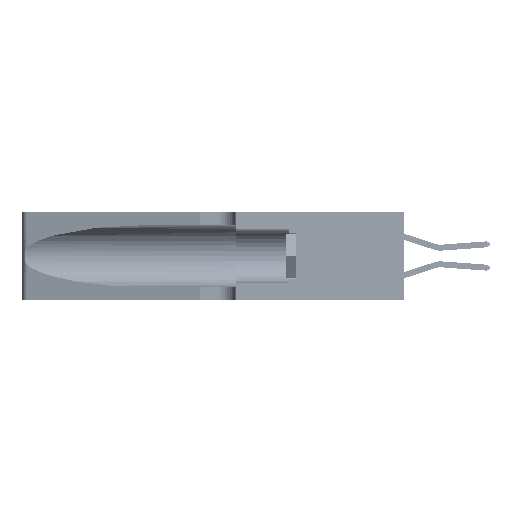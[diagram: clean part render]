
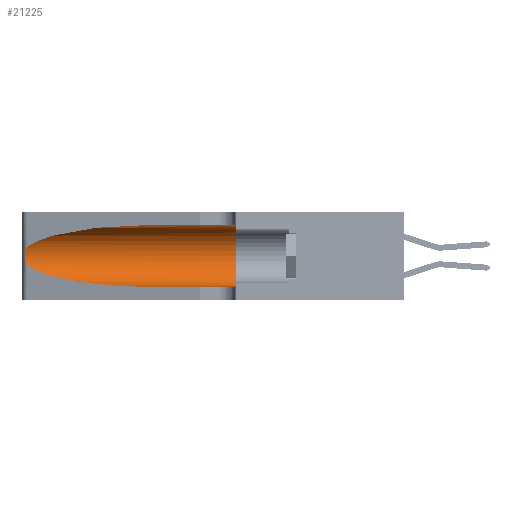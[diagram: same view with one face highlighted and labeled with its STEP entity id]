
A CAD part, left-side view. The second image highlights one B-rep face of the part: STEP entity #21225.
In plain terms, the highlighted cylindrical face has radius 3.308 mm (diameter 6.617 mm), a partial arc.
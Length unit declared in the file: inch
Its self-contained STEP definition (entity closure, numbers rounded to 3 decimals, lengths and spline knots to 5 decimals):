
#5 = CARTESIAN_POINT ( 'NONE',  ( 0.25789, 1.23486, 0.15765 ) ) ;
#543 = CARTESIAN_POINT ( 'NONE',  ( 0.26075, 1.23896, 0.178 ) ) ;
#926 = VERTEX_POINT ( 'NONE', #45170 ) ;
#1787 = EDGE_CURVE ( 'NONE', #32430, #24061, #41279, .T. ) ;
#2114 = CARTESIAN_POINT ( 'NONE',  ( 0.1305, 0.35, 0.05475 ) ) ;
#3174 = ORIENTED_EDGE ( 'NONE', *, *, #1787, .F. ) ;
#3421 = ORIENTED_EDGE ( 'NONE', *, *, #48294, .T. ) ;
#4133 = CARTESIAN_POINT ( 'NONE',  ( 0.25787, 1.23484, 0.2124 ) ) ;
#5497 = CARTESIAN_POINT ( 'NONE',  ( 0.1305, 0.35, 0.31525 ) ) ;
#6164 = CARTESIAN_POINT ( 'NONE',  ( 0.1305, 0.72297, 0.05475 ) ) ;
#6608 = AXIS2_PLACEMENT_3D ( 'NONE', #48398, #27737, #24342 ) ;
#8238 = CARTESIAN_POINT ( 'NONE',  ( 0.25487, 1.22718, 0.14631 ) ) ;
#8604 = CARTESIAN_POINT ( 'NONE',  ( 0.25856, 1.23593, 0.16098 ) ) ;
#9290 = DIRECTION ( 'NONE',  ( 0., 0., 1. ) ) ;
#9811 = CARTESIAN_POINT ( 'NONE',  ( 0.18966, 0.96281, 0.05475 ) ) ;
#10518 = ORIENTED_EDGE ( 'NONE', *, *, #10696, .F. ) ;
#10609 =( BOUNDED_CURVE ( )  B_SPLINE_CURVE ( 3, ( #34251, #13372, #9811, #42314 ),
 .UNSPECIFIED., .F., .T. ) 
 B_SPLINE_CURVE_WITH_KNOTS ( ( 4, 4 ),
 ( 3.44316, 4.71239 ),
 .UNSPECIFIED. ) 
 CURVE ( )  GEOMETRIC_REPRESENTATION_ITEM ( )  RATIONAL_B_SPLINE_CURVE ( ( 1., 0.87, 0.87, 1. ) ) 
 REPRESENTATION_ITEM ( '' )  );
#10696 = EDGE_CURVE ( 'NONE', #19991, #32430, #51726, .T. ) ;
#13372 = CARTESIAN_POINT ( 'NONE',  ( 0.2373, 1.15595, 0.08982 ) ) ;
#15969 = VECTOR ( 'NONE', #33296, 39.37008 ) ;
#16295 = CARTESIAN_POINT ( 'NONE',  ( 0.26018, 1.23835, 0.19895 ) ) ;
#16443 = CYLINDRICAL_SURFACE ( 'NONE', #6608, 0.13025 ) ;
#16467 = CARTESIAN_POINT ( 'NONE',  ( 0.25639, 1.23186, 0.15144 ) ) ;
#16640 = CARTESIAN_POINT ( 'NONE',  ( 0.25487, 1.22718, 0.22369 ) ) ;
#16996 = CARTESIAN_POINT ( 'NONE',  ( 0.25555, 1.22994, 0.2215 ) ) ;
#17320 = CARTESIAN_POINT ( 'NONE',  ( 0.1305, 0.35, 0.185 ) ) ;
#17730 = EDGE_CURVE ( 'NONE', #19991, #30441, #50195, .T. ) ;
#19991 = VERTEX_POINT ( 'NONE', #43890 ) ;
#20961 = ORIENTED_EDGE ( 'NONE', *, *, #42564, .T. ) ;
#21088 = CARTESIAN_POINT ( 'NONE',  ( 0.1305, 1.61858, 0.05475 ) ) ;
#21225 = ADVANCED_FACE ( 'NONE', ( #52856 ), #16443, .F. ) ;
#24061 = VERTEX_POINT ( 'NONE', #2114 ) ;
#24342 = DIRECTION ( 'NONE',  ( 0., 0., -1. ) ) ;
#25206 = CARTESIAN_POINT ( 'NONE',  ( 0.25854, 1.2359, 0.20912 ) ) ;
#25867 = CARTESIAN_POINT ( 'NONE',  ( 0.18966, 0.96281, 0.31525 ) ) ;
#27737 = DIRECTION ( 'NONE',  ( 0., -1., 0. ) ) ;
#28974 = DIRECTION ( 'NONE',  ( 0., -1., 0. ) ) ;
#30183 = CARTESIAN_POINT ( 'NONE',  ( 0.25487, 1.22718, 0.22369 ) ) ;
#30441 = VERTEX_POINT ( 'NONE', #34424 ) ;
#32430 = VERTEX_POINT ( 'NONE', #5497 ) ;
#32736 = CARTESIAN_POINT ( 'NONE',  ( 0.26017, 1.23833, 0.17102 ) ) ;
#32784 = AXIS2_PLACEMENT_3D ( 'NONE', #17320, #33925, #9290 ) ;
#33296 = DIRECTION ( 'NONE',  ( 0., -1., 0. ) ) ;
#33443 = CARTESIAN_POINT ( 'NONE',  ( 0.26075, 1.23896, 0.19203 ) ) ;
#33925 = DIRECTION ( 'NONE',  ( 0., 1., 0. ) ) ;
#34251 = CARTESIAN_POINT ( 'NONE',  ( 0.25487, 1.22718, 0.14631 ) ) ;
#34424 = CARTESIAN_POINT ( 'NONE',  ( 0.25487, 1.22718, 0.22369 ) ) ;
#34872 = EDGE_LOOP ( 'NONE', ( #40897, #47578, #20961, #3421, #3174, #10518 ) ) ;
#39054 = VERTEX_POINT ( 'NONE', #6164 ) ;
#40897 = ORIENTED_EDGE ( 'NONE', *, *, #17730, .T. ) ;
#41197 = CARTESIAN_POINT ( 'NONE',  ( 0.1305, 1.61858, 0.31525 ) ) ;
#41279 = CIRCLE ( 'NONE', #32784, 0.13025 ) ;
#41315 = CARTESIAN_POINT ( 'NONE',  ( 0.25555, 1.22993, 0.14849 ) ) ;
#41880 = EDGE_CURVE ( 'NONE', #30441, #926, #51837, .T. ) ;
#42314 = CARTESIAN_POINT ( 'NONE',  ( 0.1305, 0.72297, 0.05475 ) ) ;
#42401 = VECTOR ( 'NONE', #28974, 39.37008 ) ;
#42479 = CARTESIAN_POINT ( 'NONE',  ( 0.1305, 0.72297, 0.31525 ) ) ;
#42564 = EDGE_CURVE ( 'NONE', #926, #39054, #10609, .T. ) ;
#43890 = CARTESIAN_POINT ( 'NONE',  ( 0.1305, 0.72297, 0.31525 ) ) ;
#45170 = CARTESIAN_POINT ( 'NONE',  ( 0.25487, 1.22718, 0.14631 ) ) ;
#46218 = CARTESIAN_POINT ( 'NONE',  ( 0.2373, 1.15595, 0.28018 ) ) ;
#46823 = LINE ( 'NONE', #21088, #42401 ) ;
#47578 = ORIENTED_EDGE ( 'NONE', *, *, #41880, .T. ) ;
#48294 = EDGE_CURVE ( 'NONE', #39054, #24061, #46823, .T. ) ;
#48398 = CARTESIAN_POINT ( 'NONE',  ( 0.1305, 1.61858, 0.185 ) ) ;
#49280 = CARTESIAN_POINT ( 'NONE',  ( 0.25639, 1.23184, 0.21858 ) ) ;
#50195 =( BOUNDED_CURVE ( )  B_SPLINE_CURVE ( 3, ( #42479, #25867, #46218, #30183 ),
 .UNSPECIFIED., .F., .T. ) 
 B_SPLINE_CURVE_WITH_KNOTS ( ( 4, 4 ),
 ( 1.5708, 2.84003 ),
 .UNSPECIFIED. ) 
 CURVE ( )  GEOMETRIC_REPRESENTATION_ITEM ( )  RATIONAL_B_SPLINE_CURVE ( ( 1., 0.87, 0.87, 1. ) ) 
 REPRESENTATION_ITEM ( '' )  );
#51726 = LINE ( 'NONE', #41197, #15969 ) ;
#51837 = B_SPLINE_CURVE_WITH_KNOTS ( 'NONE', 3,
 ( #16640, #16996, #49280, #4133, #25206, #16295, #33443, #543, #32736, #8604, #5, #16467, #41315, #8238 ),
 .UNSPECIFIED., .F., .F.,
 ( 4, 2, 2, 2, 2, 2, 4 ),
 ( 0., 0.00027, 0.00053, 0.00107, 0.0016, 0.00187, 0.00214 ),
 .UNSPECIFIED. ) ;
#52856 = FACE_OUTER_BOUND ( 'NONE', #34872, .T. ) ;
